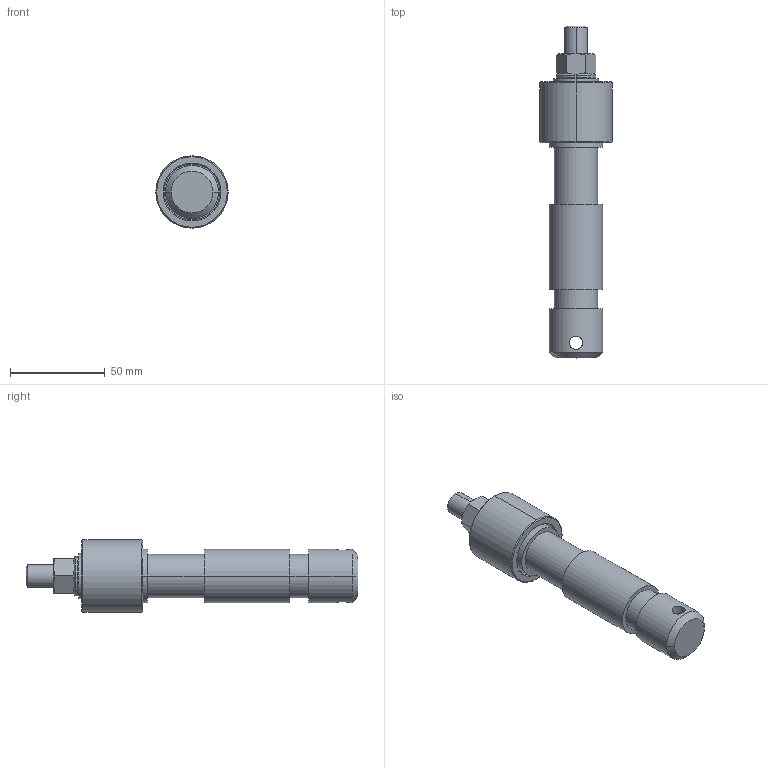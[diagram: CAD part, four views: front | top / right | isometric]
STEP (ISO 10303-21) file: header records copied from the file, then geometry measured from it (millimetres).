
FILE_DESCRIPTION (( 'STEP AP203' ), '1' );
FILE_NAME ('T73100.STEP', '2018-08-23T07:09:16', ( '' ), ( '' ), 'SwSTEP 2.0', 'SolidWorks 2016', '' );
FILE_SCHEMA (( 'CONFIG_CONTROL_DESIGN' ));
Length unit declared in the file: millimetre
Products named in the file (7): Single Coil Rectangular Section Spring Washer_Doughty Fastners_Rectangular section spring washer BS 4464 - 12 (Type B); B Washer_Bright washer BS 4320 - M12 (Form B); TH2259; T73100; TH1230; Hex Nut Style 1 GradeAB_Doughty Fastners_Hexagon Nut ISO - 4032 - M12 - D - S; T73103
Assembly tree (6 placements, depth 3):
  T73100
    TH1230
    Hex Nut Style 1 GradeAB_Doughty Fastners_Hexagon Nut ISO - 4032 - M12 - D - S
    B Washer_Bright washer BS 4320 - M12 (Form B)
    Single Coil Rectangular Section Spring Washer_Doughty Fastners_Rectangular section spring washer BS 4464 - 12 (Type B)
    T73103
      TH2259
Bounding box: 38.1 x 175 x 38.1 mm (x, y, z)
Volume: 101324.4 mm3; surface area: 26856.4 mm2
Topology: 5 solids, 5 shells, 124 faces, 256 edges, 148 vertices
Faces by surface type: cone 54, cylinder 42, plane 24, torus 4
Entity records: 4253 total; most frequent: CARTESIAN_POINT 862, DIRECTION 612, ORIENTED_EDGE 512, AXIS2_PLACEMENT_3D 258, EDGE_CURVE 256, VERTEX_POINT 148, EDGE_LOOP 138, ADVANCED_FACE 124
